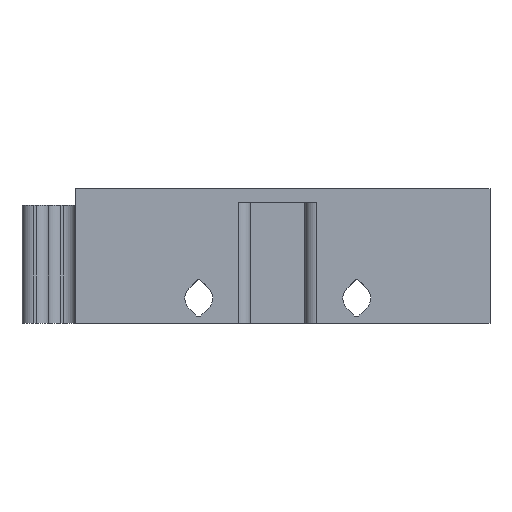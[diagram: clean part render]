
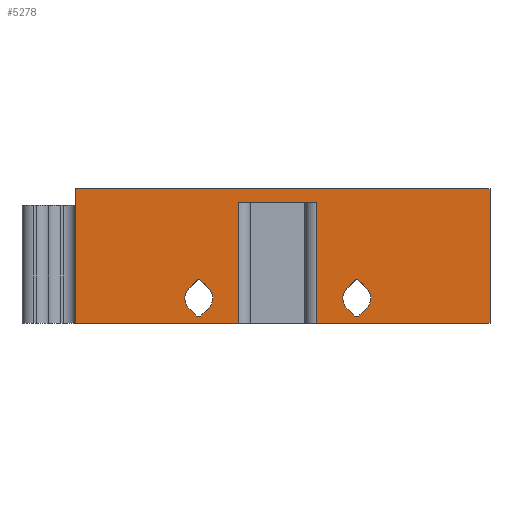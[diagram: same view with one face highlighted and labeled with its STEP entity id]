
A CAD part, front view. The second image highlights one B-rep face of the part: STEP entity #5278.
In plain terms, the highlighted planar face has unit normal (0, -1, 0).
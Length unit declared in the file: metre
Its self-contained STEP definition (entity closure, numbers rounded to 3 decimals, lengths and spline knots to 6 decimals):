
#176=CIRCLE('',#5600,0.0004);
#177=CIRCLE('',#5601,0.002075);
#178=CIRCLE('',#5602,0.0004);
#179=CIRCLE('',#5603,0.002075);
#180=CIRCLE('',#5604,0.002075);
#181=CIRCLE('',#5605,0.0004);
#182=CIRCLE('',#5606,0.002075);
#183=CIRCLE('',#5607,0.0004);
#740=ORIENTED_EDGE('',*,*,#2287,.F.);
#741=ORIENTED_EDGE('',*,*,#2288,.T.);
#742=ORIENTED_EDGE('',*,*,#2289,.T.);
#743=ORIENTED_EDGE('',*,*,#2290,.T.);
#744=ORIENTED_EDGE('',*,*,#2291,.T.);
#745=ORIENTED_EDGE('',*,*,#2292,.T.);
#746=ORIENTED_EDGE('',*,*,#2293,.F.);
#747=ORIENTED_EDGE('',*,*,#2294,.T.);
#748=ORIENTED_EDGE('',*,*,#2216,.T.);
#749=ORIENTED_EDGE('',*,*,#2295,.T.);
#750=ORIENTED_EDGE('',*,*,#2164,.F.);
#751=ORIENTED_EDGE('',*,*,#2296,.T.);
#752=ORIENTED_EDGE('',*,*,#2232,.T.);
#753=ORIENTED_EDGE('',*,*,#2297,.F.);
#754=ORIENTED_EDGE('',*,*,#2298,.T.);
#755=ORIENTED_EDGE('',*,*,#2299,.T.);
#756=ORIENTED_EDGE('',*,*,#2300,.F.);
#757=ORIENTED_EDGE('',*,*,#2301,.T.);
#758=ORIENTED_EDGE('',*,*,#2302,.F.);
#759=ORIENTED_EDGE('',*,*,#2303,.F.);
#760=ORIENTED_EDGE('',*,*,#2304,.F.);
#761=ORIENTED_EDGE('',*,*,#2305,.F.);
#762=ORIENTED_EDGE('',*,*,#2306,.F.);
#763=ORIENTED_EDGE('',*,*,#2307,.T.);
#2164=EDGE_CURVE('',#2954,#2952,#3485,.F.);
#2216=EDGE_CURVE('',#3007,#3006,#3511,.F.);
#2232=EDGE_CURVE('',#3023,#3022,#3519,.F.);
#2287=EDGE_CURVE('',#3075,#3076,#3550,.T.);
#2288=EDGE_CURVE('',#3075,#3077,#176,.T.);
#2289=EDGE_CURVE('',#3077,#3078,#3551,.T.);
#2290=EDGE_CURVE('',#3078,#3079,#177,.T.);
#2291=EDGE_CURVE('',#3079,#3080,#3552,.T.);
#2292=EDGE_CURVE('',#3080,#3081,#178,.T.);
#2293=EDGE_CURVE('',#3082,#3081,#3553,.T.);
#2294=EDGE_CURVE('',#3082,#3076,#179,.T.);
#2295=EDGE_CURVE('',#3006,#2952,#3554,.T.);
#2296=EDGE_CURVE('',#2954,#3023,#3555,.F.);
#2297=EDGE_CURVE('',#3083,#3022,#3556,.T.);
#2298=EDGE_CURVE('',#3083,#3084,#3557,.F.);
#2299=EDGE_CURVE('',#3084,#3007,#3558,.F.);
#2300=EDGE_CURVE('',#3085,#3086,#180,.F.);
#2301=EDGE_CURVE('',#3085,#3087,#3559,.T.);
#2302=EDGE_CURVE('',#3088,#3087,#181,.F.);
#2303=EDGE_CURVE('',#3089,#3088,#3560,.T.);
#2304=EDGE_CURVE('',#3090,#3089,#182,.F.);
#2305=EDGE_CURVE('',#3091,#3090,#3561,.T.);
#2306=EDGE_CURVE('',#3092,#3091,#183,.F.);
#2307=EDGE_CURVE('',#3092,#3086,#3562,.T.);
#2952=VERTEX_POINT('',#7717);
#2954=VERTEX_POINT('',#7721);
#3006=VERTEX_POINT('',#7874);
#3007=VERTEX_POINT('',#7876);
#3022=VERTEX_POINT('',#7906);
#3023=VERTEX_POINT('',#7908);
#3075=VERTEX_POINT('',#8017);
#3076=VERTEX_POINT('',#8018);
#3077=VERTEX_POINT('',#8020);
#3078=VERTEX_POINT('',#8022);
#3079=VERTEX_POINT('',#8024);
#3080=VERTEX_POINT('',#8026);
#3081=VERTEX_POINT('',#8028);
#3082=VERTEX_POINT('',#8030);
#3083=VERTEX_POINT('',#8035);
#3084=VERTEX_POINT('',#8037);
#3085=VERTEX_POINT('',#8040);
#3086=VERTEX_POINT('',#8041);
#3087=VERTEX_POINT('',#8043);
#3088=VERTEX_POINT('',#8045);
#3089=VERTEX_POINT('',#8047);
#3090=VERTEX_POINT('',#8049);
#3091=VERTEX_POINT('',#8051);
#3092=VERTEX_POINT('',#8053);
#3485=LINE('',#7722,#4012);
#3511=LINE('',#7875,#4038);
#3519=LINE('',#7907,#4046);
#3550=LINE('',#8016,#4077);
#3551=LINE('',#8021,#4078);
#3552=LINE('',#8025,#4079);
#3553=LINE('',#8029,#4080);
#3554=LINE('',#8032,#4081);
#3555=LINE('',#8033,#4082);
#3556=LINE('',#8034,#4083);
#3557=LINE('',#8036,#4084);
#3558=LINE('',#8038,#4085);
#3559=LINE('',#8042,#4086);
#3560=LINE('',#8046,#4087);
#3561=LINE('',#8050,#4088);
#3562=LINE('',#8054,#4089);
#4012=VECTOR('',#6017,1.);
#4038=VECTOR('',#6049,1.);
#4046=VECTOR('',#6073,1.);
#4077=VECTOR('',#6156,1.);
#4078=VECTOR('',#6159,1.);
#4079=VECTOR('',#6162,1.);
#4080=VECTOR('',#6165,1.);
#4081=VECTOR('',#6168,1.);
#4082=VECTOR('',#6169,1.);
#4083=VECTOR('',#6170,1.);
#4084=VECTOR('',#6171,1.);
#4085=VECTOR('',#6172,1.);
#4086=VECTOR('',#6175,1.);
#4087=VECTOR('',#6178,1.);
#4088=VECTOR('',#6181,1.);
#4089=VECTOR('',#6184,1.);
#4534=EDGE_LOOP('',(#740,#741,#742,#743,#744,#745,#746,#747));
#4535=EDGE_LOOP('',(#748,#749,#750,#751,#752,#753,#754,#755));
#4536=EDGE_LOOP('',(#756,#757,#758,#759,#760,#761,#762,#763));
#4831=FACE_BOUND('',#4534,.T.);
#4832=FACE_BOUND('',#4535,.T.);
#4833=FACE_BOUND('',#4536,.T.);
#5097=PLANE('',#5599);
#5278=ADVANCED_FACE('',(#4831,#4832,#4833),#5097,.F.);
#5599=AXIS2_PLACEMENT_3D('',#8015,#6154,#6155);
#5600=AXIS2_PLACEMENT_3D('',#8019,#6157,#6158);
#5601=AXIS2_PLACEMENT_3D('',#8023,#6160,#6161);
#5602=AXIS2_PLACEMENT_3D('',#8027,#6163,#6164);
#5603=AXIS2_PLACEMENT_3D('',#8031,#6166,#6167);
#5604=AXIS2_PLACEMENT_3D('',#8039,#6173,#6174);
#5605=AXIS2_PLACEMENT_3D('',#8044,#6176,#6177);
#5606=AXIS2_PLACEMENT_3D('',#8048,#6179,#6180);
#5607=AXIS2_PLACEMENT_3D('',#8052,#6182,#6183);
#6017=DIRECTION('',(-1.,0.,0.));
#6049=DIRECTION('',(-1.,0.,0.));
#6073=DIRECTION('',(-1.,0.,0.));
#6154=DIRECTION('',(0.,1.,0.));
#6155=DIRECTION('',(-1.,0.,0.));
#6156=DIRECTION('',(0.707,0.,0.707));
#6157=DIRECTION('',(0.,1.,0.));
#6158=DIRECTION('',(-1.,0.,0.));
#6159=DIRECTION('',(-0.707,0.,0.707));
#6160=DIRECTION('',(0.,1.,0.));
#6161=DIRECTION('',(-1.,0.,0.));
#6162=DIRECTION('',(0.707,0.,0.707));
#6163=DIRECTION('',(0.,1.,0.));
#6164=DIRECTION('',(-1.,0.,0.));
#6165=DIRECTION('',(-0.707,0.,0.707));
#6166=DIRECTION('',(0.,1.,0.));
#6167=DIRECTION('',(-1.,0.,0.));
#6168=DIRECTION('',(0.,0.,1.));
#6169=DIRECTION('',(0.,0.,1.));
#6170=DIRECTION('',(0.,0.,-1.));
#6171=DIRECTION('',(-1.,0.,0.));
#6172=DIRECTION('',(0.,0.,1.));
#6173=DIRECTION('',(0.,1.,0.));
#6174=DIRECTION('',(-1.,0.,0.));
#6175=DIRECTION('',(0.707,0.,0.707));
#6176=DIRECTION('',(0.,1.,0.));
#6177=DIRECTION('',(-1.,0.,0.));
#6178=DIRECTION('',(-0.707,0.,0.707));
#6179=DIRECTION('',(0.,1.,0.));
#6180=DIRECTION('',(-1.,0.,0.));
#6181=DIRECTION('',(0.707,0.,0.707));
#6182=DIRECTION('',(0.,1.,0.));
#6183=DIRECTION('',(-1.,0.,0.));
#6184=DIRECTION('',(-0.707,0.,0.707));
#7717=CARTESIAN_POINT('',(1.6515,0.810025,0.38));
#7721=CARTESIAN_POINT('',(1.590025,0.810025,0.38));
#7722=CARTESIAN_POINT('',(1.662111,0.810025,0.38));
#7874=CARTESIAN_POINT('',(1.6515,0.810025,0.36));
#7875=CARTESIAN_POINT('',(1.662111,0.810025,0.36));
#7876=CARTESIAN_POINT('',(1.625778,0.810025,0.36));
#7906=CARTESIAN_POINT('',(1.614222,0.810025,0.36));
#7907=CARTESIAN_POINT('',(1.662111,0.810025,0.36));
#7908=CARTESIAN_POINT('',(1.590025,0.810025,0.36));
#8015=CARTESIAN_POINT('',(1.662111,0.810025,0.38));
#8016=CARTESIAN_POINT('',(1.656523,0.810025,0.385588));
#8017=CARTESIAN_POINT('',(1.632016,0.810025,0.361082));
#8018=CARTESIAN_POINT('',(1.633201,0.810025,0.362266));
#8019=CARTESIAN_POINT('',(1.631733,0.810025,0.361365));
#8020=CARTESIAN_POINT('',(1.631451,0.810025,0.361082));
#8021=CARTESIAN_POINT('',(1.637322,0.810025,0.355211));
#8022=CARTESIAN_POINT('',(1.630266,0.810025,0.362266));
#8023=CARTESIAN_POINT('',(1.631733,0.810025,0.363733));
#8024=CARTESIAN_POINT('',(1.630266,0.810025,0.365201));
#8025=CARTESIAN_POINT('',(1.653588,0.810025,0.388523));
#8026=CARTESIAN_POINT('',(1.631451,0.810025,0.366385));
#8027=CARTESIAN_POINT('',(1.631733,0.810025,0.366102));
#8028=CARTESIAN_POINT('',(1.632016,0.810025,0.366385));
#8029=CARTESIAN_POINT('',(1.640256,0.810025,0.358145));
#8030=CARTESIAN_POINT('',(1.633201,0.810025,0.365201));
#8031=CARTESIAN_POINT('',(1.631733,0.810025,0.363733));
#8032=CARTESIAN_POINT('',(1.6515,0.810025,0.38));
#8033=CARTESIAN_POINT('',(1.590025,0.810025,0.38));
#8034=CARTESIAN_POINT('',(1.614222,0.810025,0.38));
#8035=CARTESIAN_POINT('',(1.614222,0.810025,0.378));
#8036=CARTESIAN_POINT('',(1.662111,0.810025,0.378));
#8037=CARTESIAN_POINT('',(1.625778,0.810025,0.378));
#8038=CARTESIAN_POINT('',(1.625778,0.810025,0.38));
#8039=CARTESIAN_POINT('',(1.608267,0.810025,0.363733));
#8040=CARTESIAN_POINT('',(1.606799,0.810025,0.365201));
#8041=CARTESIAN_POINT('',(1.606799,0.810025,0.362266));
#8042=CARTESIAN_POINT('',(1.641855,0.810025,0.400256));
#8043=CARTESIAN_POINT('',(1.607984,0.810025,0.366385));
#8044=CARTESIAN_POINT('',(1.608267,0.810025,0.366102));
#8045=CARTESIAN_POINT('',(1.608549,0.810025,0.366385));
#8046=CARTESIAN_POINT('',(1.628523,0.810025,0.346412));
#8047=CARTESIAN_POINT('',(1.609734,0.810025,0.365201));
#8048=CARTESIAN_POINT('',(1.608267,0.810025,0.363733));
#8049=CARTESIAN_POINT('',(1.609734,0.810025,0.362266));
#8050=CARTESIAN_POINT('',(1.644789,0.810025,0.397322));
#8051=CARTESIAN_POINT('',(1.608549,0.810025,0.361082));
#8052=CARTESIAN_POINT('',(1.608267,0.810025,0.361365));
#8053=CARTESIAN_POINT('',(1.607984,0.810025,0.361082));
#8054=CARTESIAN_POINT('',(1.625588,0.810025,0.343477));
